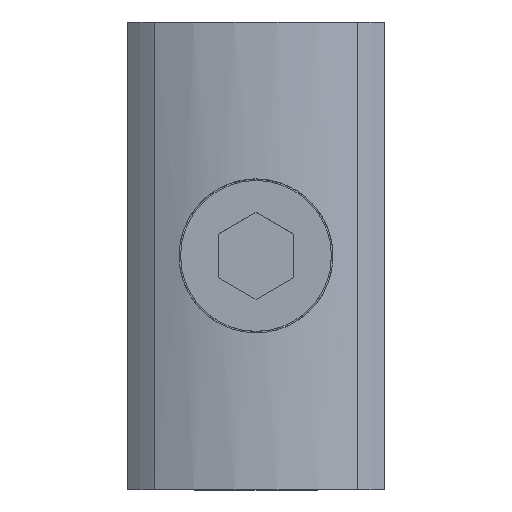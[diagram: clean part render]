
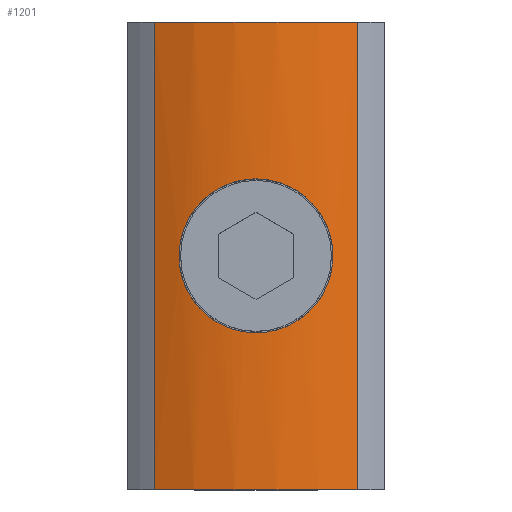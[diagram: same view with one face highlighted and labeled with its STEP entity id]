
A CAD part, top view. The second image highlights one B-rep face of the part: STEP entity #1201.
In plain terms, the highlighted cylindrical face has radius 16 mm (diameter 32 mm), a partial arc.
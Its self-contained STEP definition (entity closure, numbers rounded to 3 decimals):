
#49=B_SPLINE_CURVE_WITH_KNOTS('',3,(#1820,#1821,#1822,#1823,#1824,#1825,
#1826,#1827,#1828,#1829,#1830,#1831,#1832,#1833,#1834,#1835,#1836,#1837,
#1838),.UNSPECIFIED.,.F.,.F.,(4,2,2,2,3,2,2,2,4),(-0.774,-0.581,
-0.387,-0.194,0.,0.194,0.387,
0.581,0.774),.UNSPECIFIED.);
#50=B_SPLINE_CURVE_WITH_KNOTS('',3,(#1839,#1840,#1841,#1842,#1843,#1844,
#1845,#1846,#1847,#1848,#1849,#1850,#1851,#1852,#1853,#1854,#1855,#1856),
 .UNSPECIFIED.,.F.,.F.,(4,2,2,2,2,2,2,2,4),(0.774,0.968,
1.161,1.355,1.549,1.742,1.936,
2.129,2.323),.UNSPECIFIED.);
#56=FACE_BOUND('',#163,.T.);
#67=CYLINDRICAL_SURFACE('',#1306,16.);
#91=FACE_OUTER_BOUND('',#162,.T.);
#162=EDGE_LOOP('',(#850,#851,#852,#853));
#163=EDGE_LOOP('',(#854,#855));
#238=LINE('',#1770,#360);
#258=LINE('',#1815,#380);
#360=VECTOR('',#1420,31.);
#380=VECTOR('',#1466,31.);
#475=CIRCLE('',#1291,16.);
#479=CIRCLE('',#1307,16.);
#517=VERTEX_POINT('',#1763);
#518=VERTEX_POINT('',#1765);
#519=VERTEX_POINT('',#1769);
#531=VERTEX_POINT('',#1813);
#532=VERTEX_POINT('',#1818);
#533=VERTEX_POINT('',#1819);
#631=EDGE_CURVE('',#518,#517,#475,.T.);
#633=EDGE_CURVE('',#518,#519,#238,.T.);
#656=EDGE_CURVE('',#517,#531,#258,.T.);
#657=EDGE_CURVE('',#531,#519,#479,.T.);
#658=EDGE_CURVE('',#532,#533,#49,.T.);
#659=EDGE_CURVE('',#533,#532,#50,.T.);
#850=ORIENTED_EDGE('',*,*,#656,.T.);
#851=ORIENTED_EDGE('',*,*,#657,.T.);
#852=ORIENTED_EDGE('',*,*,#633,.F.);
#853=ORIENTED_EDGE('',*,*,#631,.T.);
#854=ORIENTED_EDGE('',*,*,#658,.T.);
#855=ORIENTED_EDGE('',*,*,#659,.T.);
#1201=ADVANCED_FACE('',(#91,#56),#67,.T.);
#1291=AXIS2_PLACEMENT_3D('',#1766,#1415,#1416);
#1306=AXIS2_PLACEMENT_3D('',#1816,#1467,#1468);
#1307=AXIS2_PLACEMENT_3D('',#1817,#1469,#1470);
#1415=DIRECTION('center_axis',(0.,-1.,0.));
#1416=DIRECTION('ref_axis',(0.422,0.,0.907));
#1420=DIRECTION('',(0.,-1.,0.));
#1466=DIRECTION('',(0.,-1.,0.));
#1467=DIRECTION('center_axis',(0.,-1.,0.));
#1468=DIRECTION('ref_axis',(1.,0.,0.));
#1469=DIRECTION('center_axis',(0.,1.,0.));
#1470=DIRECTION('ref_axis',(-0.422,0.,0.907));
#1763=CARTESIAN_POINT('',(-6.75,15.5,4.006));
#1765=CARTESIAN_POINT('',(6.75,15.5,4.006));
#1766=CARTESIAN_POINT('Origin',(0.,15.5,-10.5));
#1769=CARTESIAN_POINT('',(6.75,-15.5,4.006));
#1770=CARTESIAN_POINT('',(6.75,15.5,4.006));
#1813=CARTESIAN_POINT('',(-6.75,-15.5,4.006));
#1815=CARTESIAN_POINT('',(-6.75,15.5,4.006));
#1816=CARTESIAN_POINT('Origin',(0.,16.5,-10.5));
#1817=CARTESIAN_POINT('Origin',(0.,-15.5,-10.5));
#1818=CARTESIAN_POINT('',(0.,-5.1,5.5));
#1819=CARTESIAN_POINT('',(0.,5.1,5.5));
#1820=CARTESIAN_POINT('Ctrl Pts',(0.,-5.1,5.5));
#1821=CARTESIAN_POINT('Ctrl Pts',(-0.645,-5.1,5.5));
#1822=CARTESIAN_POINT('Ctrl Pts',(-1.33,-4.97,5.457));
#1823=CARTESIAN_POINT('Ctrl Pts',(-2.586,-4.448,5.302));
#1824=CARTESIAN_POINT('Ctrl Pts',(-3.156,-4.056,5.192));
#1825=CARTESIAN_POINT('Ctrl Pts',(-4.057,-3.156,4.984));
#1826=CARTESIAN_POINT('Ctrl Pts',(-4.448,-2.585,4.872));
#1827=CARTESIAN_POINT('Ctrl Pts',(-4.97,-1.33,4.711));
#1828=CARTESIAN_POINT('Ctrl Pts',(-5.1,-0.645,4.665));
#1829=CARTESIAN_POINT('Ctrl Pts',(-5.1,0.,4.665));
#1830=CARTESIAN_POINT('Ctrl Pts',(-5.1,0.645,4.665));
#1831=CARTESIAN_POINT('Ctrl Pts',(-4.97,1.33,4.711));
#1832=CARTESIAN_POINT('Ctrl Pts',(-4.448,2.585,4.872));
#1833=CARTESIAN_POINT('Ctrl Pts',(-4.057,3.156,4.984));
#1834=CARTESIAN_POINT('Ctrl Pts',(-3.156,4.056,5.192));
#1835=CARTESIAN_POINT('Ctrl Pts',(-2.586,4.448,5.302));
#1836=CARTESIAN_POINT('Ctrl Pts',(-1.33,4.97,5.457));
#1837=CARTESIAN_POINT('Ctrl Pts',(-0.645,5.1,5.5));
#1838=CARTESIAN_POINT('Ctrl Pts',(0.,5.1,5.5));
#1839=CARTESIAN_POINT('Ctrl Pts',(0.,5.1,5.5));
#1840=CARTESIAN_POINT('Ctrl Pts',(0.645,5.1,5.5));
#1841=CARTESIAN_POINT('Ctrl Pts',(1.33,4.97,5.457));
#1842=CARTESIAN_POINT('Ctrl Pts',(2.586,4.448,5.302));
#1843=CARTESIAN_POINT('Ctrl Pts',(3.156,4.056,5.192));
#1844=CARTESIAN_POINT('Ctrl Pts',(4.057,3.156,4.984));
#1845=CARTESIAN_POINT('Ctrl Pts',(4.448,2.585,4.872));
#1846=CARTESIAN_POINT('Ctrl Pts',(4.97,1.33,4.711));
#1847=CARTESIAN_POINT('Ctrl Pts',(5.1,0.645,4.665));
#1848=CARTESIAN_POINT('Ctrl Pts',(5.1,-0.645,4.665));
#1849=CARTESIAN_POINT('Ctrl Pts',(4.97,-1.33,4.711));
#1850=CARTESIAN_POINT('Ctrl Pts',(4.448,-2.585,4.872));
#1851=CARTESIAN_POINT('Ctrl Pts',(4.057,-3.156,4.984));
#1852=CARTESIAN_POINT('Ctrl Pts',(3.156,-4.056,5.192));
#1853=CARTESIAN_POINT('Ctrl Pts',(2.586,-4.448,5.302));
#1854=CARTESIAN_POINT('Ctrl Pts',(1.33,-4.97,5.457));
#1855=CARTESIAN_POINT('Ctrl Pts',(0.645,-5.1,5.5));
#1856=CARTESIAN_POINT('Ctrl Pts',(0.,-5.1,5.5));
